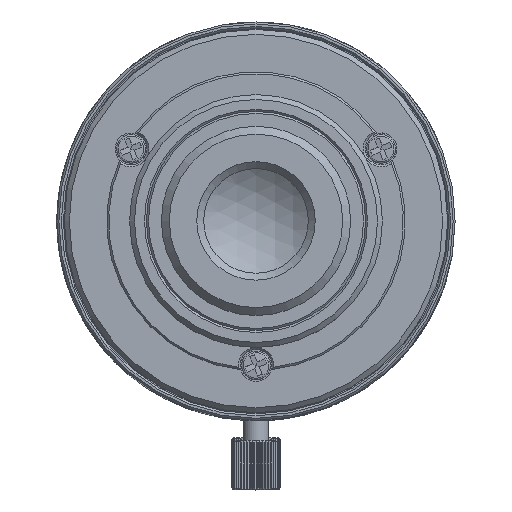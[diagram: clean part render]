
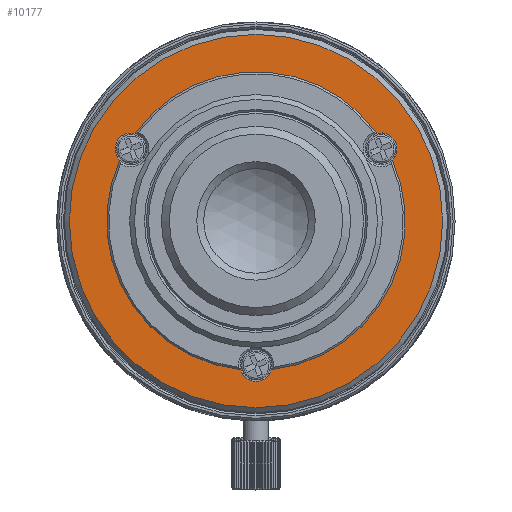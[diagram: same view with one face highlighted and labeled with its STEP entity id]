
A CAD part, top view. The second image highlights one B-rep face of the part: STEP entity #10177.
In plain terms, the highlighted planar face has unit normal (0, 0, 1).
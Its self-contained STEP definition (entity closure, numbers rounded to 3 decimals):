
#7639=PLANE('',#30304);
#10177=ADVANCED_FACE('',(#11640,#11641),#7639,.F.);
#11640=FACE_BOUND('',#13116,.T.);
#11641=FACE_BOUND('',#13117,.T.);
#13116=EDGE_LOOP('',(#17963));
#13117=EDGE_LOOP('',(#17964,#17965,#17966,#17967,#17968,#17969));
#17963=ORIENTED_EDGE('',*,*,#26826,.T.);
#17964=ORIENTED_EDGE('',*,*,#26803,.T.);
#17965=ORIENTED_EDGE('',*,*,#26827,.T.);
#17966=ORIENTED_EDGE('',*,*,#26824,.T.);
#17967=ORIENTED_EDGE('',*,*,#26828,.T.);
#17968=ORIENTED_EDGE('',*,*,#26805,.T.);
#17969=ORIENTED_EDGE('',*,*,#26829,.T.);
#23498=VERTEX_POINT('',#54724);
#23499=VERTEX_POINT('',#54726);
#23500=VERTEX_POINT('',#54733);
#23501=VERTEX_POINT('',#54734);
#23517=VERTEX_POINT('',#54787);
#23518=VERTEX_POINT('',#54789);
#23519=VERTEX_POINT('',#54796);
#26803=EDGE_CURVE('',#23499,#23498,#29134,.T.);
#26805=EDGE_CURVE('',#23500,#23501,#29135,.T.);
#26824=EDGE_CURVE('',#23518,#23517,#29151,.T.);
#26826=EDGE_CURVE('',#23519,#23519,#29152,.T.);
#26827=EDGE_CURVE('',#23498,#23518,#29153,.T.);
#26828=EDGE_CURVE('',#23517,#23500,#29154,.T.);
#26829=EDGE_CURVE('',#23501,#23499,#29155,.T.);
#29134=CIRCLE('',#30270,15.);
#29135=CIRCLE('',#30272,15.);
#29151=CIRCLE('',#30298,15.);
#29152=CIRCLE('',#30300,18.75);
#29153=CIRCLE('',#30301,1.6);
#29154=CIRCLE('',#30302,1.6);
#29155=CIRCLE('',#30303,1.6);
#30270=AXIS2_PLACEMENT_3D('',#54725,#33825,#33826);
#30272=AXIS2_PLACEMENT_3D('',#54732,#33829,#33830);
#30298=AXIS2_PLACEMENT_3D('',#54788,#33881,#33882);
#30300=AXIS2_PLACEMENT_3D('',#54795,#33885,#33886);
#30301=AXIS2_PLACEMENT_3D('',#54797,#33887,#33888);
#30302=AXIS2_PLACEMENT_3D('',#54798,#33889,#33890);
#30303=AXIS2_PLACEMENT_3D('',#54799,#33891,#33892);
#30304=AXIS2_PLACEMENT_3D('',#54800,#33893,#33894);
#33825=DIRECTION('',(0.,0.,-1.));
#33826=DIRECTION('',(-1.,0.,0.));
#33829=DIRECTION('',(0.,0.,-1.));
#33830=DIRECTION('',(-1.,0.,0.));
#33881=DIRECTION('',(0.,0.,-1.));
#33882=DIRECTION('',(-1.,0.,0.));
#33885=DIRECTION('',(0.,0.,1.));
#33886=DIRECTION('',(-1.,0.,0.));
#33887=DIRECTION('',(0.,0.,-1.));
#33888=DIRECTION('',(-1.,0.,0.));
#33889=DIRECTION('',(0.,0.,-1.));
#33890=DIRECTION('',(-1.,0.,0.));
#33891=DIRECTION('',(0.,0.,-1.));
#33892=DIRECTION('',(-1.,0.,0.));
#33893=DIRECTION('',(0.,0.,-1.));
#33894=DIRECTION('',(-1.,0.,0.));
#54724=CARTESIAN_POINT('',(-13.693,6.123,44.722));
#54725=CARTESIAN_POINT('',(0.,0.,44.722));
#54726=CARTESIAN_POINT('',(-1.544,-14.92,44.722));
#54732=CARTESIAN_POINT('',(0.,0.,44.722));
#54733=CARTESIAN_POINT('',(13.693,6.123,44.722));
#54734=CARTESIAN_POINT('',(1.544,-14.92,44.722));
#54787=CARTESIAN_POINT('',(12.149,8.797,44.722));
#54788=CARTESIAN_POINT('',(0.,0.,44.722));
#54789=CARTESIAN_POINT('',(-12.149,8.797,44.722));
#54795=CARTESIAN_POINT('',(0.,0.,44.722));
#54796=CARTESIAN_POINT('',(-18.75,0.,44.722));
#54797=CARTESIAN_POINT('',(-12.557,7.25,44.722));
#54798=CARTESIAN_POINT('',(12.557,7.25,44.722));
#54799=CARTESIAN_POINT('',(0.,-14.5,44.722));
#54800=CARTESIAN_POINT('',(0.,-15.,44.722));
